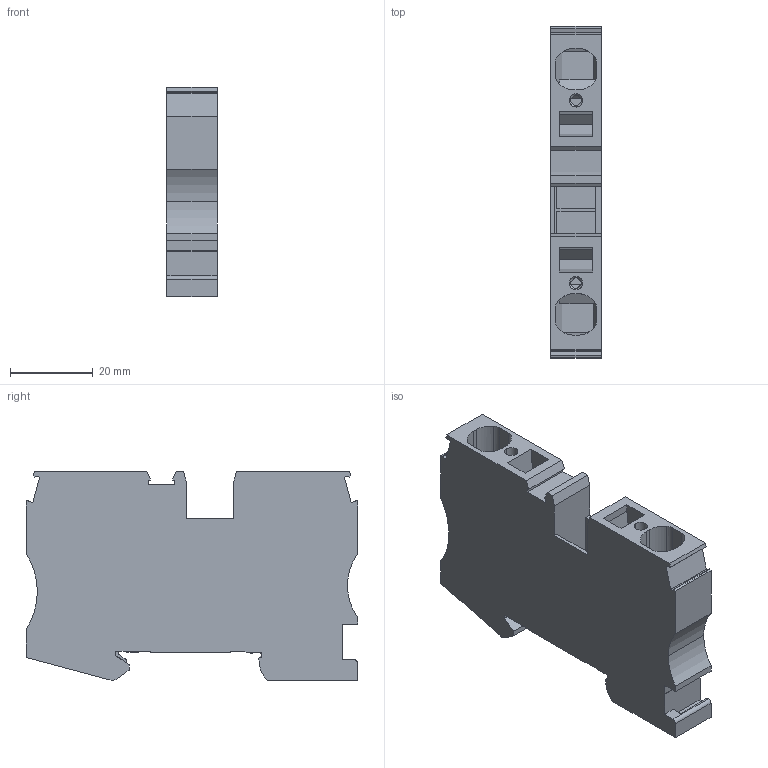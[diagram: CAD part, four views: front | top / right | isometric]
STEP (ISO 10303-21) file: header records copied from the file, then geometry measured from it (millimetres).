
FILE_DESCRIPTION(('STEP AP214'),'1');
FILE_NAME('cctmp_783CB710-4A72-47F3-8D34-DE818F44E84F_2023_07_24_21_34_49_0090..stp','2023-07-24T19:34:49',('SIEMENS A&D'),('CADClick - www.CADClick.com'),'Spatial InterOp 3D postprocessed',' ','unknown authorization');
FILE_SCHEMA(('AUTOMOTIVE_DESIGN'));
Length unit declared in the file: millimetre
Products named in the file (1): 2023_07_24_21_34_49_0074
Bounding box: 12.15 x 80.2 x 50.6 mm (x, y, z)
Volume: 36022 mm3; surface area: 14161 mm2
Topology: 1 solids, 1 shells, 210 faces, 594 edges, 393 vertices
Faces by surface type: plane 151, cylinder 55, cone 4
Entity records: 8281 total; most frequent: CARTESIAN_POINT 2092, ORIENTED_EDGE 1188, DIRECTION 1108, EDGE_CURVE 594, LINE 462, VECTOR 462, VERTEX_POINT 393, AXIS2_PLACEMENT_3D 323
